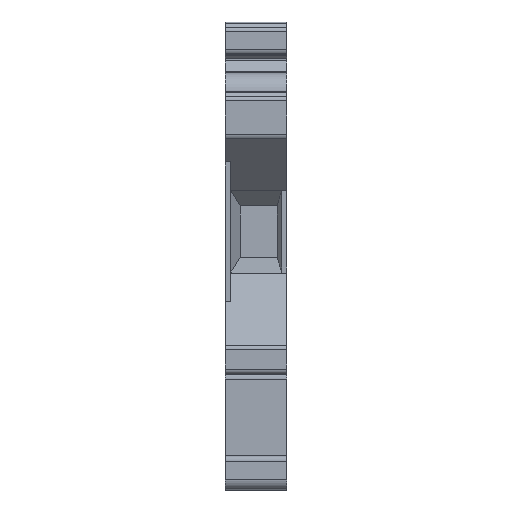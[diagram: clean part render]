
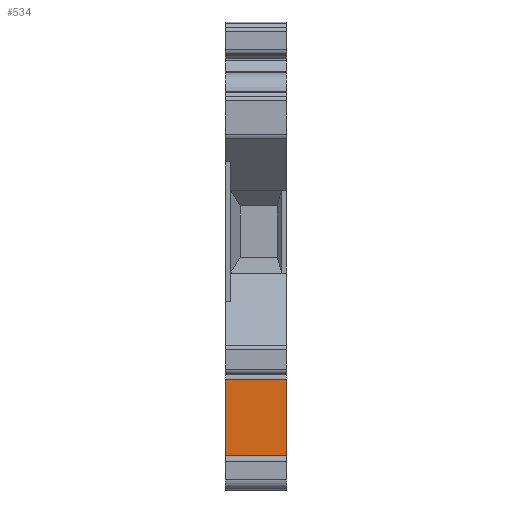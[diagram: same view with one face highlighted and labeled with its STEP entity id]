
A CAD part, left-side view. The second image highlights one B-rep face of the part: STEP entity #534.
In plain terms, the highlighted planar face has unit normal (-1, 0, 0).
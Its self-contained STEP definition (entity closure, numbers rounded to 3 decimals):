
#534 = ADVANCED_FACE( '', ( #1191 ), #1192, .T. );
#1191 = FACE_OUTER_BOUND( '', #1972, .T. );
#1192 = PLANE( '', #1973 );
#1972 = EDGE_LOOP( '', ( #3397, #3398, #3399, #3400 ) );
#1973 = AXIS2_PLACEMENT_3D( '', #3401, #3402, #3403 );
#3397 = ORIENTED_EDGE( '', *, *, #5460, .F. );
#3398 = ORIENTED_EDGE( '', *, *, #5345, .F. );
#3399 = ORIENTED_EDGE( '', *, *, #5461, .T. );
#3400 = ORIENTED_EDGE( '', *, *, #5462, .T. );
#3401 = CARTESIAN_POINT( '', ( -19.044, 5.95, -11.95 ) );
#3402 = DIRECTION( '', ( -1., 0., 0. ) );
#3403 = DIRECTION( '', ( 0., 0., 1. ) );
#5345 = EDGE_CURVE( '', #6677, #6675, #6679, .T. );
#5460 = EDGE_CURVE( '', #6675, #6848, #6849, .T. );
#5461 = EDGE_CURVE( '', #6677, #6850, #6851, .T. );
#5462 = EDGE_CURVE( '', #6850, #6848, #6852, .T. );
#6675 = VERTEX_POINT( '', #8441 );
#6677 = VERTEX_POINT( '', #8443 );
#6679 = LINE( '', #8445, #8446 );
#6848 = VERTEX_POINT( '', #8667 );
#6849 = LINE( '', #8668, #8669 );
#6850 = VERTEX_POINT( '', #8670 );
#6851 = LINE( '', #8671, #8672 );
#6852 = LINE( '', #8673, #8674 );
#8441 = CARTESIAN_POINT( '', ( -19.044, 0., -11.95 ) );
#8443 = CARTESIAN_POINT( '', ( -19.044, 5.95, -11.95 ) );
#8445 = CARTESIAN_POINT( '', ( -19.044, 5.95, -11.95 ) );
#8446 = VECTOR( '', #9938, 1000. );
#8667 = CARTESIAN_POINT( '', ( -19.044, 0., -20.766 ) );
#8668 = CARTESIAN_POINT( '', ( -19.044, 0., -11.95 ) );
#8669 = VECTOR( '', #10090, 1000. );
#8670 = CARTESIAN_POINT( '', ( -19.044, 5.95, -20.766 ) );
#8671 = CARTESIAN_POINT( '', ( -19.044, 5.95, -11.95 ) );
#8672 = VECTOR( '', #10091, 1000. );
#8673 = CARTESIAN_POINT( '', ( -19.044, 5.95, -20.766 ) );
#8674 = VECTOR( '', #10092, 1000. );
#9938 = DIRECTION( '', ( 0., -1., 0. ) );
#10090 = DIRECTION( '', ( 0., 0., -1. ) );
#10091 = DIRECTION( '', ( 0., 0., -1. ) );
#10092 = DIRECTION( '', ( 0., -1., 0. ) );
